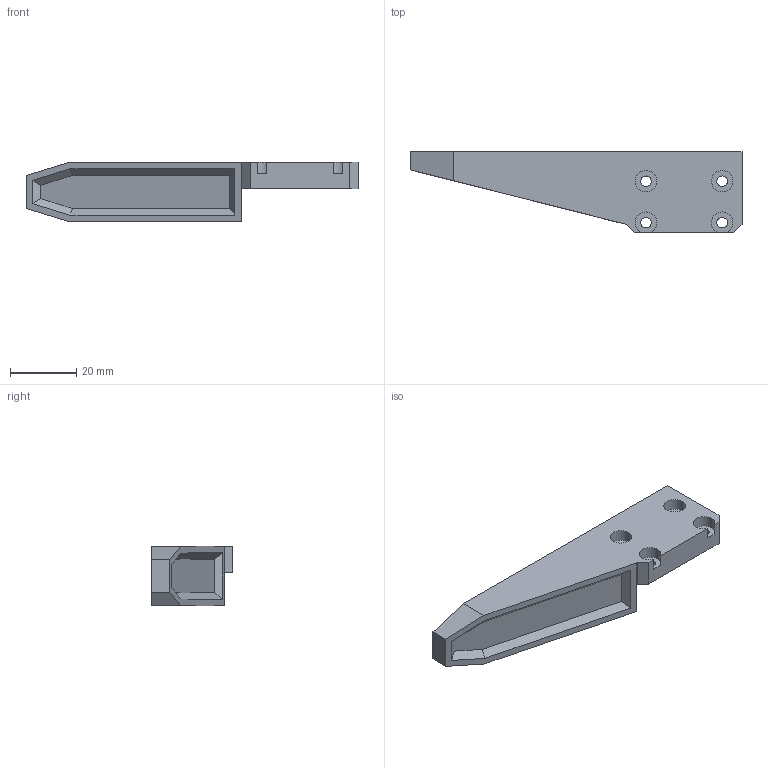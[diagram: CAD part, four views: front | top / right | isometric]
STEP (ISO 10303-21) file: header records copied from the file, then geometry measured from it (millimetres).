
FILE_DESCRIPTION (( 'STEP AP214' ), '1' );
FILE_NAME ('JAW_1.STEP', '2026-01-24T16:24:52', ( '' ), ( '' ), 'SwSTEP 2.0', 'SolidWorks 2020', '' );
FILE_SCHEMA (( 'AUTOMOTIVE_DESIGN' ));
Length unit declared in the file: millimetre
Products named in the file (1): JAW_1
Bounding box: 100.3 x 24.4 x 18 mm (x, y, z)
Volume: 19664.7 mm3; surface area: 7372.7 mm2
Topology: 1 solids, 1 shells, 48 faces, 125 edges, 83 vertices
Faces by surface type: plane 30, cylinder 18
Entity records: 1527 total; most frequent: DIRECTION 259, CARTESIAN_POINT 257, ORIENTED_EDGE 250, EDGE_CURVE 125, LINE 89, VECTOR 89, AXIS2_PLACEMENT_3D 85, VERTEX_POINT 83
